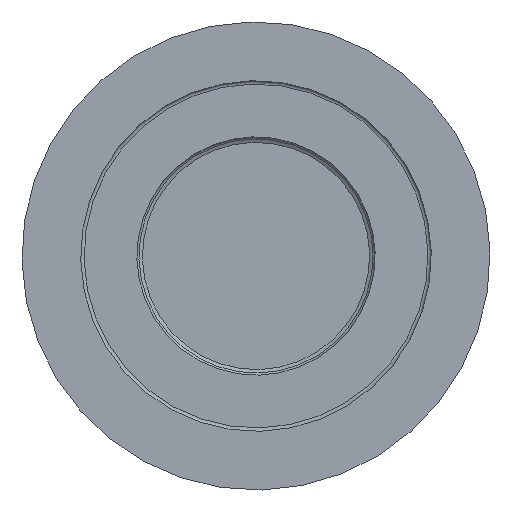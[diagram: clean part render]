
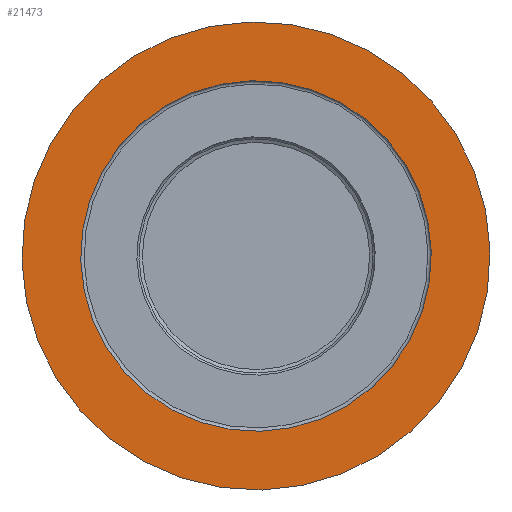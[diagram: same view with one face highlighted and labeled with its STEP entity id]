
A CAD part, front view. The second image highlights one B-rep face of the part: STEP entity #21473.
In plain terms, the highlighted planar face has unit normal (0, -1, 0).
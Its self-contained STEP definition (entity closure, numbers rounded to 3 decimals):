
#4973=FACE_BOUND('',#6285,.T.);
#5115=FACE_OUTER_BOUND('',#6284,.T.);
#6284=EDGE_LOOP('',(#13655));
#6285=EDGE_LOOP('',(#13656));
#7471=CIRCLE('',#22798,27.5);
#7472=CIRCLE('',#22799,20.6);
#7765=VERTEX_POINT('',#31840);
#7766=VERTEX_POINT('',#31842);
#10060=EDGE_CURVE('',#7765,#7765,#7471,.T.);
#10061=EDGE_CURVE('',#7766,#7766,#7472,.T.);
#13655=ORIENTED_EDGE('',*,*,#10060,.F.);
#13656=ORIENTED_EDGE('',*,*,#10061,.T.);
#19670=PLANE('',#22797);
#21473=ADVANCED_FACE('',(#5115,#4973),#19670,.T.);
#22797=AXIS2_PLACEMENT_3D('',#31839,#25560,#25561);
#22798=AXIS2_PLACEMENT_3D('',#31841,#25562,#25563);
#22799=AXIS2_PLACEMENT_3D('',#31843,#25564,#25565);
#25560=DIRECTION('center_axis',(0.,-1.,0.));
#25561=DIRECTION('ref_axis',(0.623,0.,0.782));
#25562=DIRECTION('center_axis',(0.,1.,0.));
#25563=DIRECTION('ref_axis',(-0.782,0.,0.623));
#25564=DIRECTION('center_axis',(0.,1.,0.));
#25565=DIRECTION('ref_axis',(-0.782,0.,0.623));
#31839=CARTESIAN_POINT('Origin',(-18.818,-35.45,14.976));
#31840=CARTESIAN_POINT('',(21.517,-35.45,-17.125));
#31841=CARTESIAN_POINT('Origin',(0.,-35.45,
0.));
#31842=CARTESIAN_POINT('',(16.118,-35.45,-12.828));
#31843=CARTESIAN_POINT('Origin',(0.,-35.45,
0.));
